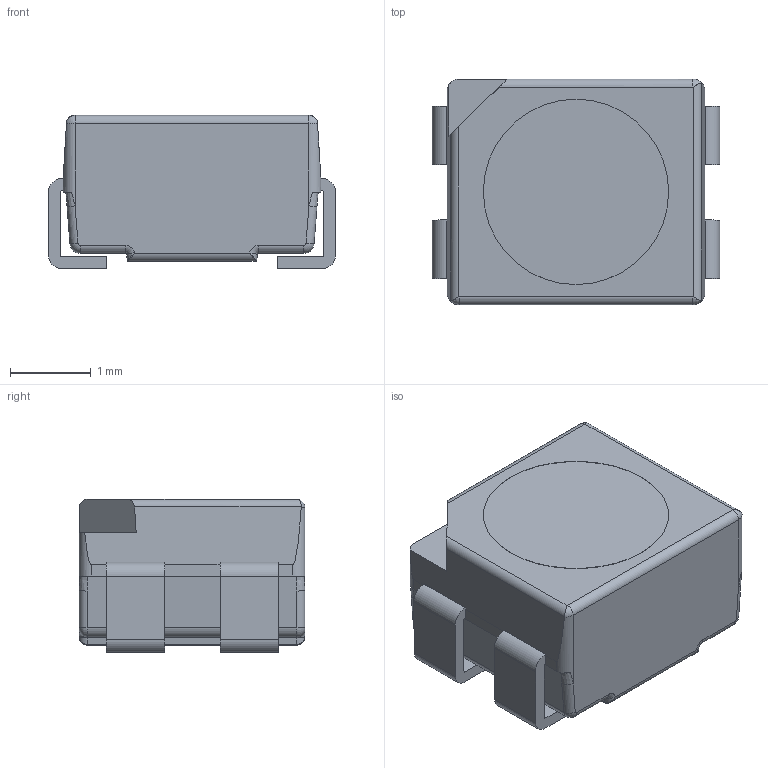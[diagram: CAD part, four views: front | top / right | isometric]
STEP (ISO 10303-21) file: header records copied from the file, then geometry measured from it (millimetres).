
FILE_DESCRIPTION(/* description */ ('Unknown'),/* implementation_level */ '2;1');
FILE_NAME(/* name */ 'CLV1H-FKB-CMPRTHKBB2367453',/* time_stamp */ '2023-02-08T17:31:24+02:00',/* author */ ('Unknown'),/* organization */ ('Unknown'),/* preprocessor_version */ 'ST-DEVELOPER v18.102',/* originating_system */ 'Solid Edge',/* authorisation */ 'Unknown');
FILE_SCHEMA (('AUTOMOTIVE_DESIGN {1 0 10303 214 3 1 1}'));
Length unit declared in the file: millimetre
Products named in the file (1): CLV1H-FKB-CMPRTHKBB2367453
Bounding box: 3.57 x 2.8 x 1.9 mm (x, y, z)
Volume: 15.9 mm3; surface area: 48.4 mm2
Topology: 1 solids, 1 shells, 119 faces, 317 edges, 197 vertices
Faces by surface type: plane 55, cylinder 45, torus 11, bspline 8
Full cylindrical faces by diameter (mm): 2.299 x1
Entity records: 4576 total; most frequent: CARTESIAN_POINT 747, DIRECTION 636, ORIENTED_EDGE 624, EDGE_CURVE 312, AXIS2_PLACEMENT_3D 222, VERTEX_POINT 197, LINE 192, VECTOR 192
